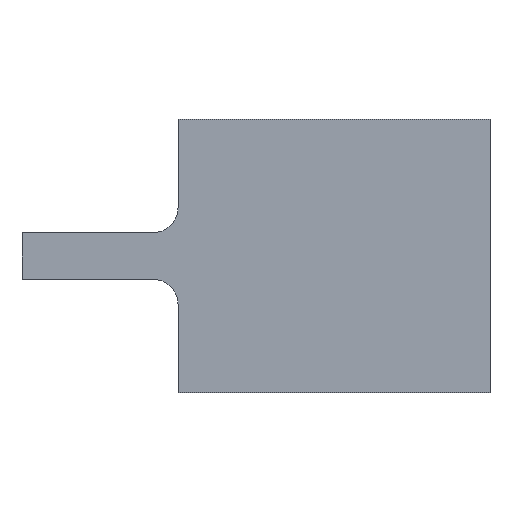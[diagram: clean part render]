
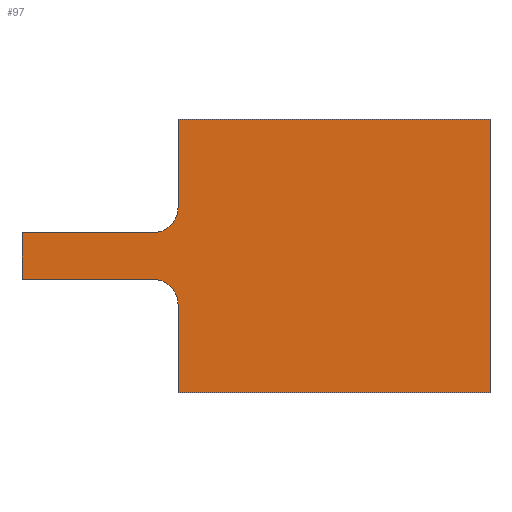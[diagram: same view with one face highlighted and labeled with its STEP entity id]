
A CAD part, top view. The second image highlights one B-rep face of the part: STEP entity #97.
In plain terms, the highlighted planar face has unit normal (0, 0, 1).
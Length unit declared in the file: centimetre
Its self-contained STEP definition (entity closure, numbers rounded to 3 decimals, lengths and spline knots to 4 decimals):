
#3 = CARTESIAN_POINT ( 'NONE',  ( 0., 0., 0.1 ) ) ;
#8 = DIRECTION ( 'NONE',  ( 1., 0., 0. ) ) ;
#10 = VECTOR ( 'NONE', #152, 100. ) ;
#12 = EDGE_CURVE ( 'NONE', #397, #82, #307, .T. ) ;
#14 = CARTESIAN_POINT ( 'NONE',  ( -1., 1.025, 0.1 ) ) ;
#15 = ORIENTED_EDGE ( 'NONE', *, *, #165, .T. ) ;
#21 = DIRECTION ( 'NONE',  ( -1., 0., 0. ) ) ;
#22 = EDGE_CURVE ( 'NONE', #82, #124, #128, .T. ) ;
#25 = VERTEX_POINT ( 'NONE', #251 ) ;
#26 = CARTESIAN_POINT ( 'NONE',  ( 2., 0., 0.1 ) ) ;
#33 = LINE ( 'NONE', #3, #227 ) ;
#36 = DIRECTION ( 'NONE',  ( 0., 0., -1. ) ) ;
#37 = LINE ( 'NONE', #259, #333 ) ;
#54 = DIRECTION ( 'NONE',  ( 0., 0., 1. ) ) ;
#62 = DIRECTION ( 'NONE',  ( 0., -1., 0. ) ) ;
#67 = DIRECTION ( 'NONE',  ( 0., -1., 0. ) ) ;
#70 = AXIS2_PLACEMENT_3D ( 'NONE', #108, #144, #273 ) ;
#76 = VERTEX_POINT ( 'NONE', #271 ) ;
#78 = LINE ( 'NONE', #139, #375 ) ;
#80 = CARTESIAN_POINT ( 'NONE',  ( 0., 0.5662, 0.1 ) ) ;
#81 = VECTOR ( 'NONE', #159, 100. ) ;
#82 = VERTEX_POINT ( 'NONE', #401 ) ;
#89 = DIRECTION ( 'NONE',  ( 1., 0., 0. ) ) ;
#90 = EDGE_CURVE ( 'NONE', #76, #25, #78, .T. ) ;
#91 = CARTESIAN_POINT ( 'NONE',  ( 0., 1.1838, 0.1 ) ) ;
#97 = ADVANCED_FACE ( 'NONE', ( #371 ), #212, .T. ) ;
#107 = ORIENTED_EDGE ( 'NONE', *, *, #199, .T. ) ;
#108 = CARTESIAN_POINT ( 'NONE',  ( -0.1587, 0.5663, 0.1 ) ) ;
#111 = VERTEX_POINT ( 'NONE', #392 ) ;
#117 = CARTESIAN_POINT ( 'NONE',  ( 2., 0., 0.1 ) ) ;
#119 = CARTESIAN_POINT ( 'NONE',  ( 0., 0., 0.1 ) ) ;
#124 = VERTEX_POINT ( 'NONE', #14 ) ;
#128 = LINE ( 'NONE', #256, #10 ) ;
#138 = VECTOR ( 'NONE', #142, 100. ) ;
#139 = CARTESIAN_POINT ( 'NONE',  ( 0., 1.75, 0.1 ) ) ;
#141 = ORIENTED_EDGE ( 'NONE', *, *, #90, .T. ) ;
#142 = DIRECTION ( 'NONE',  ( 0., -1., 0. ) ) ;
#144 = DIRECTION ( 'NONE',  ( 0., 0., -1. ) ) ;
#146 = CARTESIAN_POINT ( 'NONE',  ( -0.1587, 0.5663, 0.1 ) ) ;
#150 = EDGE_CURVE ( 'NONE', #124, #175, #394, .T. ) ;
#152 = DIRECTION ( 'NONE',  ( -1., 0., 0. ) ) ;
#159 = DIRECTION ( 'NONE',  ( 1., 0., 0. ) ) ;
#164 = VERTEX_POINT ( 'NONE', #26 ) ;
#165 = EDGE_CURVE ( 'NONE', #164, #76, #302, .T. ) ;
#175 = VERTEX_POINT ( 'NONE', #396 ) ;
#181 = AXIS2_PLACEMENT_3D ( 'NONE', #146, #54, #203 ) ;
#199 = EDGE_CURVE ( 'NONE', #111, #207, #284, .T. ) ;
#203 = DIRECTION ( 'NONE',  ( 1., 0., 0. ) ) ;
#207 = VERTEX_POINT ( 'NONE', #80 ) ;
#212 = PLANE ( 'NONE',  #181 ) ;
#225 = LINE ( 'NONE', #288, #81 ) ;
#227 = VECTOR ( 'NONE', #89, 100. ) ;
#235 = ORIENTED_EDGE ( 'NONE', *, *, #390, .T. ) ;
#238 = VERTEX_POINT ( 'NONE', #119 ) ;
#241 = ORIENTED_EDGE ( 'NONE', *, *, #150, .T. ) ;
#244 = EDGE_CURVE ( 'NONE', #238, #164, #33, .T. ) ;
#246 = LINE ( 'NONE', #378, #263 ) ;
#251 = CARTESIAN_POINT ( 'NONE',  ( 0., 1.75, 0.1 ) ) ;
#256 = CARTESIAN_POINT ( 'NONE',  ( -0.1588, 1.025, 0.1 ) ) ;
#258 = AXIS2_PLACEMENT_3D ( 'NONE', #317, #36, #8 ) ;
#259 = CARTESIAN_POINT ( 'NONE',  ( 0., 0., 0.1 ) ) ;
#260 = EDGE_CURVE ( 'NONE', #25, #397, #246, .T. ) ;
#263 = VECTOR ( 'NONE', #62, 100. ) ;
#265 = VECTOR ( 'NONE', #267, 100. ) ;
#266 = ORIENTED_EDGE ( 'NONE', *, *, #260, .T. ) ;
#267 = DIRECTION ( 'NONE',  ( 0., 1., 0. ) ) ;
#270 = EDGE_LOOP ( 'NONE', ( #365, #350, #15, #141, #266, #327, #305, #241, #235, #107 ) ) ;
#271 = CARTESIAN_POINT ( 'NONE',  ( 2., 1.75, 0.1 ) ) ;
#273 = DIRECTION ( 'NONE',  ( 1., 0., 0. ) ) ;
#278 = CARTESIAN_POINT ( 'NONE',  ( -1., 1.025, 0.1 ) ) ;
#284 = CIRCLE ( 'NONE', #70, 0.1587 ) ;
#288 = CARTESIAN_POINT ( 'NONE',  ( -0.1588, 0.725, 0.1 ) ) ;
#302 = LINE ( 'NONE', #117, #265 ) ;
#305 = ORIENTED_EDGE ( 'NONE', *, *, #22, .T. ) ;
#307 = CIRCLE ( 'NONE', #258, 0.1588 ) ;
#317 = CARTESIAN_POINT ( 'NONE',  ( -0.1587, 1.1838, 0.1 ) ) ;
#327 = ORIENTED_EDGE ( 'NONE', *, *, #12, .T. ) ;
#333 = VECTOR ( 'NONE', #67, 100. ) ;
#350 = ORIENTED_EDGE ( 'NONE', *, *, #244, .T. ) ;
#357 = EDGE_CURVE ( 'NONE', #207, #238, #37, .T. ) ;
#365 = ORIENTED_EDGE ( 'NONE', *, *, #357, .T. ) ;
#371 = FACE_OUTER_BOUND ( 'NONE', #270, .T. ) ;
#375 = VECTOR ( 'NONE', #21, 100. ) ;
#378 = CARTESIAN_POINT ( 'NONE',  ( 0., 1.1838, 0.1 ) ) ;
#390 = EDGE_CURVE ( 'NONE', #175, #111, #225, .T. ) ;
#392 = CARTESIAN_POINT ( 'NONE',  ( -0.1588, 0.725, 0.1 ) ) ;
#394 = LINE ( 'NONE', #278, #138 ) ;
#396 = CARTESIAN_POINT ( 'NONE',  ( -1., 0.725, 0.1 ) ) ;
#397 = VERTEX_POINT ( 'NONE', #91 ) ;
#401 = CARTESIAN_POINT ( 'NONE',  ( -0.1588, 1.025, 0.1 ) ) ;
